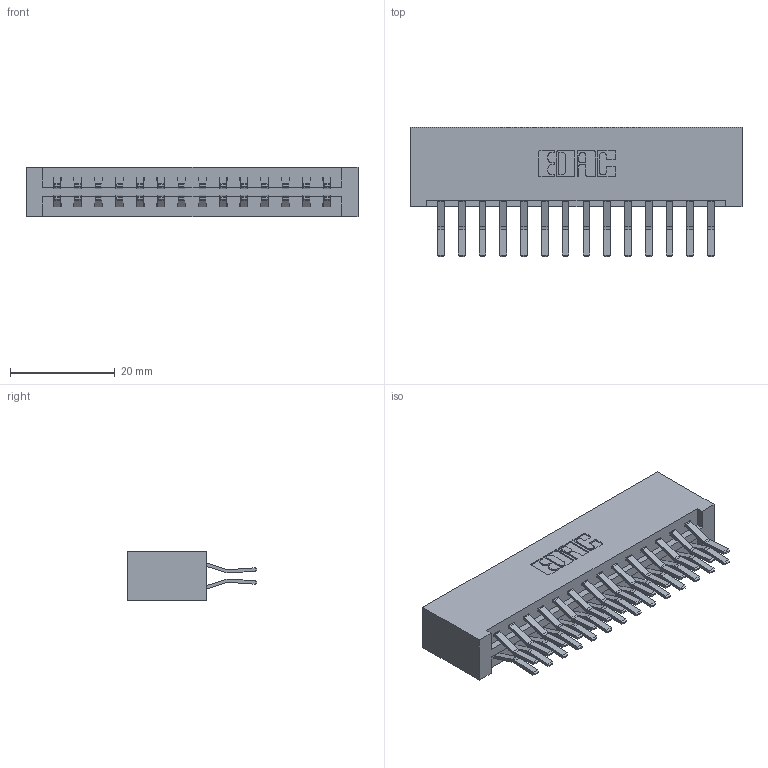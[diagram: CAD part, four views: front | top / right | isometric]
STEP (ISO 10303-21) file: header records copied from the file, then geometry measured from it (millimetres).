
FILE_DESCRIPTION (( 'STEP AP203' ), '1' );
FILE_NAME ('387-028-560-201.STEP', '2019-10-16T23:16:42', ( '' ), ( '' ), 'SwSTEP 2.0', 'SolidWorks 2016', '' );
FILE_SCHEMA (( 'CONFIG_CONTROL_DESIGN' ));
Length unit declared in the file: inch
Products named in the file (3): 387-028-560-201; 337 Part_No Mounting Lugs; 345-292-001_560 Tail
Assembly tree (29 placements, depth 2):
  387-028-560-201
    337 Part_No Mounting Lugs
    345-292-001_560 Tail  x28
Bounding box: 63.35 x 24.78 x 9.4 mm (x, y, z)
Volume: 7247.6 mm3; surface area: 8508.8 mm2
Topology: 29 solids, 29 shells, 1674 faces, 4963 edges, 3270 vertices
Faces by surface type: plane 1130, cylinder 544
Entity records: 14287 total; most frequent: CARTESIAN_POINT 2430, ORIENTED_EDGE 2366, DIRECTION 2115, EDGE_CURVE 1183, VECTOR 1059, LINE 1059, VERTEX_POINT 786, AXIS2_PLACEMENT_3D 528
